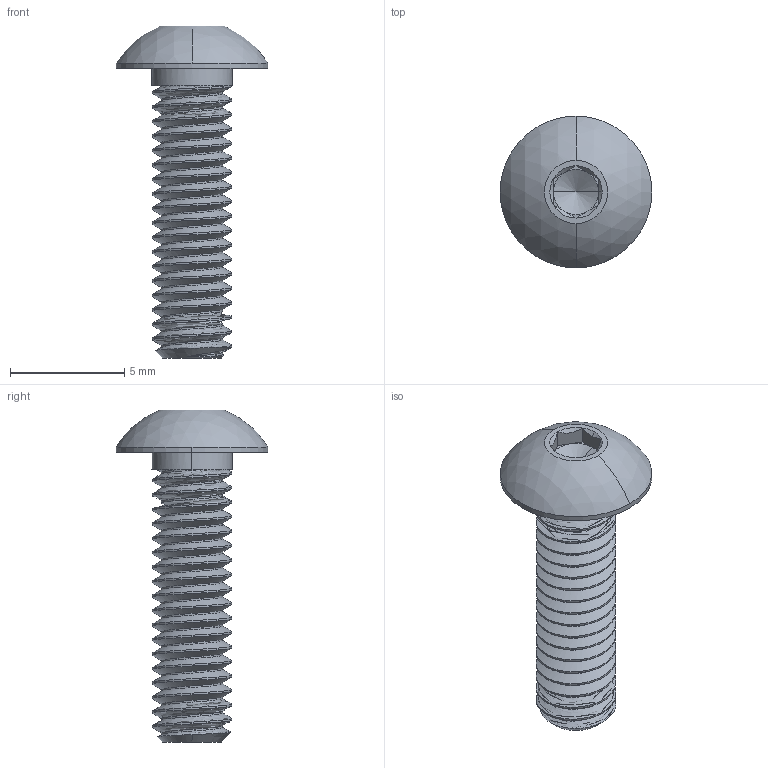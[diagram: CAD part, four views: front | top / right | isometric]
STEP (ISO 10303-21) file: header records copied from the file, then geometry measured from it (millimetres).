
FILE_DESCRIPTION (( 'STEP AP203' ), '1' );
FILE_NAME ('92949A419_18-8 Stainless Steel Button Head Hex Drive Screw.STEP', '2022-09-28T15:16:25', ( 'Administrator' ), ( 'Managed by Terraform' ), 'SwSTEP 2.0', 'SolidWorks 2017', '' );
FILE_SCHEMA (( 'CONFIG_CONTROL_DESIGN' ));
Length unit declared in the file: inch
Products named in the file (1): 92949A419_18-8 Stainless Steel Button Head Hex Drive Screw
Bounding box: 6.65 x 6.65 x 14.55 mm (x, y, z)
Volume: 136.6 mm3; surface area: 309.6 mm2
Topology: 1 solids, 2 shells, 80 faces, 201 edges, 126 vertices
Faces by surface type: cylinder 42, plane 18, cone 11, bspline 7, sphere 2
Entity records: 6896 total; most frequent: CARTESIAN_POINT 5193, ORIENTED_EDGE 398, DIRECTION 282, EDGE_CURVE 199, VERTEX_POINT 126, AXIS2_PLACEMENT_3D 107, EDGE_LOOP 83, ADVANCED_FACE 80
